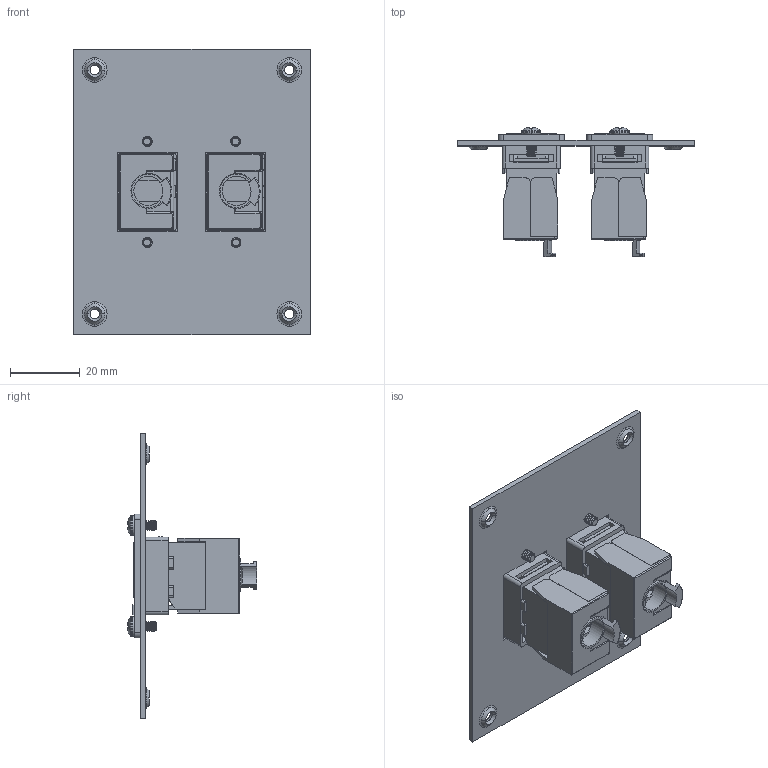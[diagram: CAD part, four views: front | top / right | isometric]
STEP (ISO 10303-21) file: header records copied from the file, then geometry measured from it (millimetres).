
FILE_DESCRIPTION (( 'STEP AP214' ), '1' );
FILE_NAME ('USP2ECF-SC6A-POE.STEP', '2018-06-27T20:52:48', ( '' ), ( '' ), 'SwSTEP 2.0', 'SolidWorks 2017', '' );
FILE_SCHEMA (( 'AUTOMOTIVE_DESIGN' ));
Length unit declared in the file: inch
Products named in the file (9): RJTLC6AS-POE; 1AK21-009(ECF-SK); 91772A106_91772A106; QKDABLC-MA2; USP2ECF-SC6A-POE; QKDABLC-MA1; QKDABLC-MA4; QKDABLC-MA3_CAT 6A; 1AR06-001
Assembly tree (13 placements, depth 3):
  USP2ECF-SC6A-POE
    1AR06-001
    91772A106_91772A106  x4
    RJTLC6AS-POE  x2
      QKDABLC-MA3_CAT 6A
      QKDABLC-MA1
      QKDABLC-MA2
      QKDABLC-MA4
    1AK21-009(ECF-SK)  x2
Bounding box: 68.07 x 37.11 x 82.04 mm (x, y, z)
Volume: 23725 mm3; surface area: 30998.4 mm2
Topology: 15 solids, 15 shells, 1564 faces, 4376 edges, 2888 vertices
Faces by surface type: plane 828, cylinder 528, bspline 92, cone 62, torus 46, sphere 8
Entity records: 28180 total; most frequent: CARTESIAN_POINT 7013, ORIENTED_EDGE 3988, DIRECTION 3462, EDGE_CURVE 1994, VERTEX_POINT 1315, VECTOR 1310, LINE 1310, AXIS2_PLACEMENT_3D 1076
